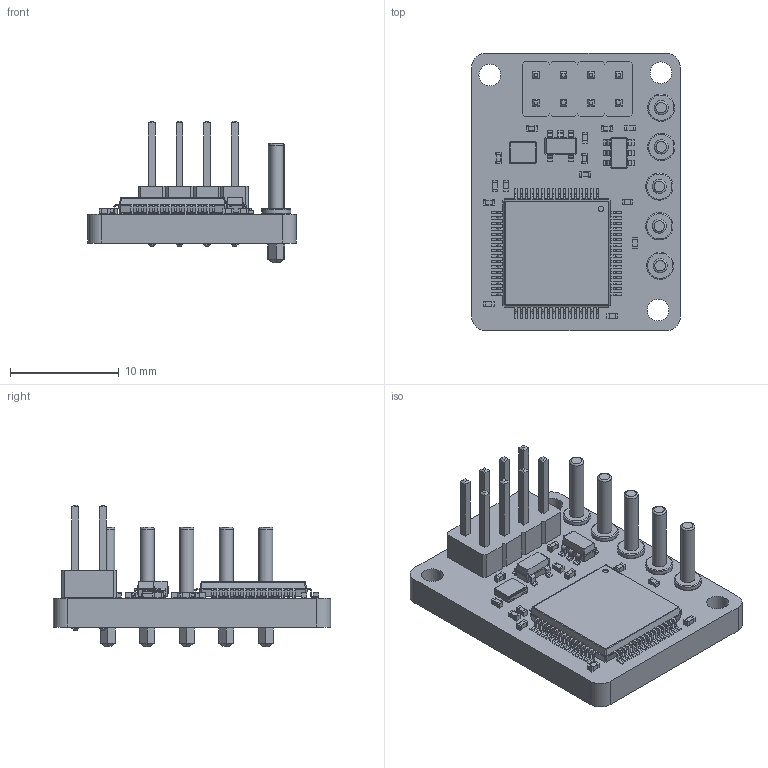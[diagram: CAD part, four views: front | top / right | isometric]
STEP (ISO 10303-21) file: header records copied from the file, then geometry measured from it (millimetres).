
FILE_DESCRIPTION(('KiCad electronic assembly'),'2;1');
FILE_NAME('spudglo_driver_mini_v1p0.step','2025-02-26T18:53:12',( 'Pcbnew'),('Kicad'),'Open CASCADE STEP processor 7.7', 'KiCad to STEP converter','Unknown');
FILE_SCHEMA(('AUTOMOTIVE_DESIGN { 1 0 10303 214 1 1 1 1 }'));
Length unit declared in the file: millimetre
Products named in the file (18): spudglo_driver_mini_v1p0 1; C_0402_1005Metric; Pin_D1.3mm_L11.0mm; Pin_d1.3mm_L11.0mm; LQFP-64_10x10mm_P0.5mm; LQFP_64_10x10mm_P05mm; PinHeader_2x04_P2.54mm_Vertical; PinHeader_2x04_P254mm_Vertical; ECS-480-8-36-RWN-TR; ECS-200-CDX-0778; R_0402_1005Metric; SOT-23-5; SOT_23_5; SOT-23-6; SOT_23_6; _autosave-spudglo_driver_mini_v1p0_PCB
Assembly tree (33 placements, depth 3):
  spudglo_driver_mini_v1p0 1
    C_0402_1005Metric  x13
      C_0402_1005Metric
    Pin_D1.3mm_L11.0mm  x5
      Pin_d1.3mm_L11.0mm
    LQFP-64_10x10mm_P0.5mm
      LQFP_64_10x10mm_P05mm
    PinHeader_2x04_P2.54mm_Vertical
      PinHeader_2x04_P254mm_Vertical
    ECS-480-8-36-RWN-TR
      ECS-200-CDX-0778
    R_0402_1005Metric
      R_0402_1005Metric
    SOT-23-5
      SOT_23_5
    SOT-23-6
      SOT_23_6
    _autosave-spudglo_driver_mini_v1p0_PCB
Bounding box: 19.19 x 25.53 x 13.04 mm (x, y, z)
Volume: 1614.1 mm3; surface area: 2404.7 mm2
Topology: 31 solids, 31 shells, 2015 faces, 5217 edges, 3317 vertices
Faces by surface type: plane 1326, cylinder 519, bspline 155, torus 15
Full cylindrical faces by diameter (mm): 0.5 x1, 1 x8, 1.3 x10, 2 x3, 2.5 x5
Entity records: 61747 total; most frequent: CARTESIAN_POINT 11548, ORIENTED_EDGE 8450, DIRECTION 7825, EDGE_CURVE 4225, LINE 3365, VECTOR 3365, VERTEX_POINT 2665, AXIS2_PLACEMENT_3D 2230
